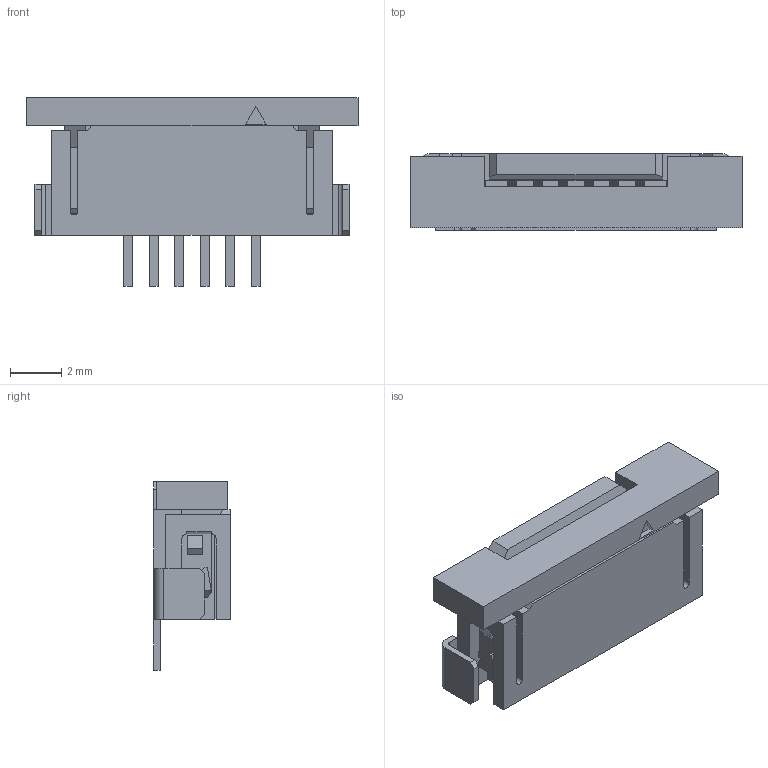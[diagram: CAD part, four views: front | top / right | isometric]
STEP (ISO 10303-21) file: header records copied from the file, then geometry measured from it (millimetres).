
FILE_DESCRIPTION((''),'2;1');
FILE_NAME('522710679','2019-07-23T',('gga'),(''),'PRO/ENGINEER BY PARAMETRIC TECHNOLOGY CORPORATION, 2016010','PRO/ENGINEER BY PARAMETRIC TECHNOLOGY CORPORATION, 2016010','');
FILE_SCHEMA(('CONFIG_CONTROL_DESIGN'));
Length unit declared in the file: millimetre
Products named in the file (1): 522710679
Bounding box: 13 x 3 x 7.4 mm (x, y, z)
Volume: 159 mm3; surface area: 447.7 mm2
Topology: 1 solids, 1 shells, 324 faces, 1049 edges, 700 vertices
Faces by surface type: plane 280, cylinder 44
Entity records: 11448 total; most frequent: CARTESIAN_POINT 2042, ORIENTED_EDGE 2034, DIRECTION 1795, EDGE_CURVE 1017, VECTOR 953, LINE 953, VERTEX_POINT 668, AXIS2_PLACEMENT_3D 421
